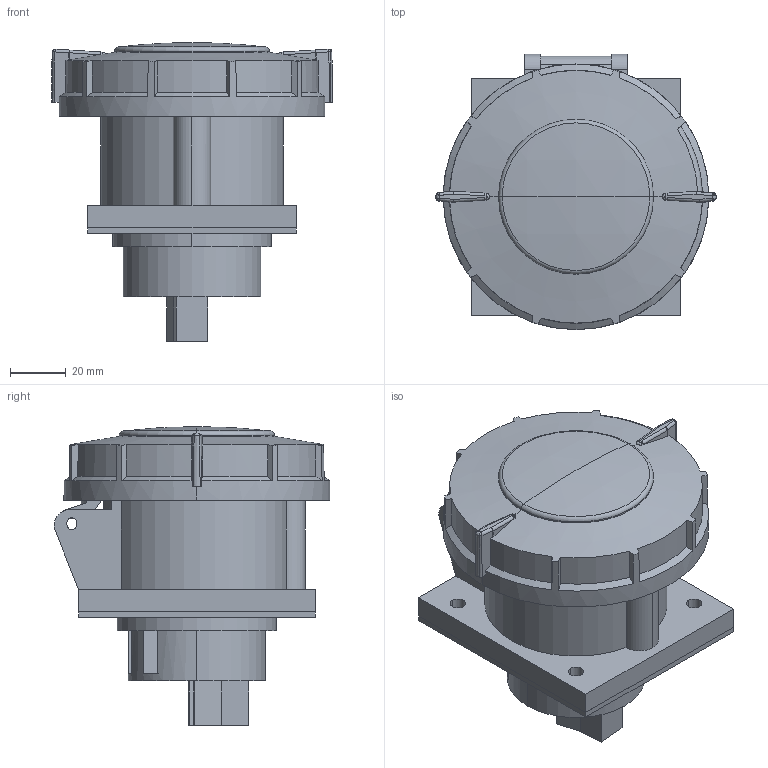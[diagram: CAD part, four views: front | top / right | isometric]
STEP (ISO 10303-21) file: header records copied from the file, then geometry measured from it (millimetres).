
FILE_DESCRIPTION (( 'STEP AP214' ), '1' );
FILE_NAME ('PSR62-032-4-0-67 Ðîçåòêà âñòð. ïð. ÑÑÈ-6242 32À-6÷ 380Â 3P+PE IP67 IEK.STEP', '2025-12-12T10:14:36', ( '' ), ( '' ), 'SwSTEP 2.0', 'SolidWorks 2022', '' );
FILE_SCHEMA (( 'AUTOMOTIVE_DESIGN' ));
Length unit declared in the file: millimetre
Products named in the file (1): PSR62-032-4-0-67 Розетка встр. пр. ССИ-6242 32А-6ч 380В 3P+PE IP67 IEK
Bounding box: 100.83 x 98.98 x 107.37 mm (x, y, z)
Volume: 298448.4 mm3; surface area: 90435.7 mm2
Topology: 2 solids, 9 shells, 562 faces, 1564 edges, 1034 vertices
Faces by surface type: plane 307, cylinder 173, cone 52, sphere 15, bspline 12, torus 3
Entity records: 19624 total; most frequent: CARTESIAN_POINT 5136, ORIENTED_EDGE 3120, DIRECTION 2927, EDGE_CURVE 1560, AXIS2_PLACEMENT_3D 1036, VERTEX_POINT 1034, VECTOR 855, LINE 855
